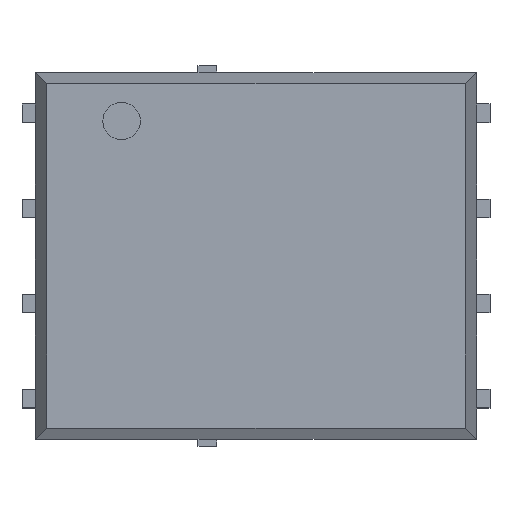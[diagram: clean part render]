
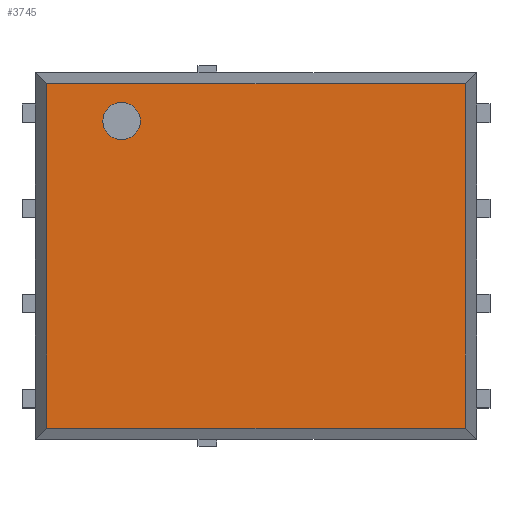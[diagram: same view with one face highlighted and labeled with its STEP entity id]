
A CAD part, top view. The second image highlights one B-rep face of the part: STEP entity #3745.
In plain terms, the highlighted planar face has unit normal (0, 0, 1).
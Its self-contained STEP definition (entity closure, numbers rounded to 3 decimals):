
#31=FACE_BOUND($,#342,.T.);
#33=CIRCLE($,#3899,0.25);
#128=FACE_OUTER_BOUND($,#341,.T.);
#341=EDGE_LOOP($,(#2876,#2877,#2878,#2879));
#342=EDGE_LOOP($,(#2880));
#699=LINE($,#5548,#1225);
#703=LINE($,#5554,#1229);
#706=LINE($,#5560,#1232);
#709=LINE($,#5564,#1235);
#1225=VECTOR($,#4527,4.6);
#1229=VECTOR($,#4533,5.59);
#1232=VECTOR($,#4538,4.6);
#1235=VECTOR($,#4543,5.59);
#1548=VERTEX_POINT($,#5144);
#1668=VERTEX_POINT($,#5546);
#1669=VERTEX_POINT($,#5547);
#1670=VERTEX_POINT($,#5553);
#1672=VERTEX_POINT($,#5559);
#1897=EDGE_CURVE($,#1548,#1548,#33,.T.);
#2097=EDGE_CURVE($,#1668,#1669,#699,.T.);
#2101=EDGE_CURVE($,#1669,#1670,#703,.T.);
#2104=EDGE_CURVE($,#1670,#1672,#706,.T.);
#2107=EDGE_CURVE($,#1672,#1668,#709,.T.);
#2876=ORIENTED_EDGE($,*,*,#2097,.F.);
#2877=ORIENTED_EDGE($,*,*,#2107,.F.);
#2878=ORIENTED_EDGE($,*,*,#2104,.F.);
#2879=ORIENTED_EDGE($,*,*,#2101,.F.);
#2880=ORIENTED_EDGE($,*,*,#1897,.T.);
#3533=PLANE($,#3986);
#3745=ADVANCED_FACE($,(#128,#31),#3533,.T.);
#3899=AXIS2_PLACEMENT_3D($,#5145,#4162,#4163);
#3986=AXIS2_PLACEMENT_3D($,#5566,#4546,#4547);
#4162=DIRECTION('center_axis',(0.,0.,-1.));
#4163=DIRECTION('ref_axis',(1.,0.,0.));
#4527=DIRECTION($,(0.,-1.,0.));
#4533=DIRECTION($,(-1.,0.,0.));
#4538=DIRECTION($,(0.,1.,0.));
#4543=DIRECTION($,(1.,0.,0.));
#4546=DIRECTION('center_axis',(0.,0.,1.));
#4547=DIRECTION('ref_axis',(-1.,0.,0.));
#5144=CARTESIAN_POINT('',(-1.545,1.8,1.12));
#5145=CARTESIAN_POINT('Origin',(-1.795,1.8,1.12));
#5546=CARTESIAN_POINT('',(2.795,2.3,1.12));
#5547=CARTESIAN_POINT('',(2.795,-2.3,1.12));
#5548=CARTESIAN_POINT($,(2.795,1.225,1.12));
#5553=CARTESIAN_POINT('',(-2.795,-2.3,1.12));
#5554=CARTESIAN_POINT($,(1.473,-2.3,1.12));
#5559=CARTESIAN_POINT('',(-2.795,2.3,1.12));
#5560=CARTESIAN_POINT($,(-2.795,-1.225,1.12));
#5564=CARTESIAN_POINT($,(-1.473,2.3,1.12));
#5566=CARTESIAN_POINT('Origin',(0.,0.,
1.12));
